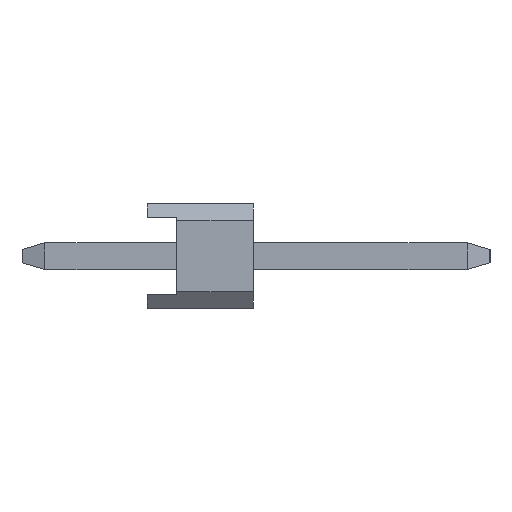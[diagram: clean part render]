
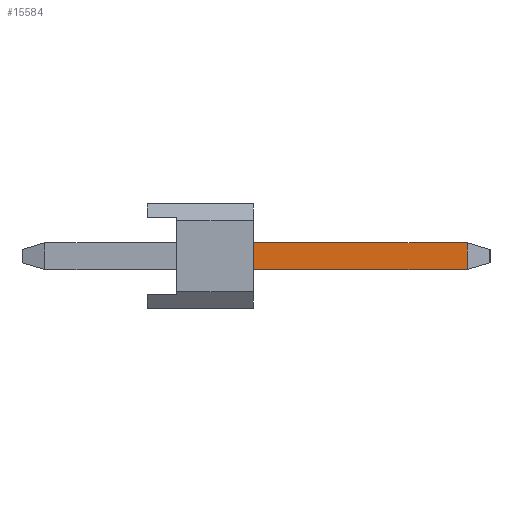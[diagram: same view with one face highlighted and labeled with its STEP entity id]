
A CAD part, left-side view. The second image highlights one B-rep face of the part: STEP entity #15584.
In plain terms, the highlighted planar face has unit normal (-1, 0, 0).
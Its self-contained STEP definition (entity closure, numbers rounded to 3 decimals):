
#6910=EDGE_CURVE('',#11272,#8070,#19299,.T.);
#8070=VERTEX_POINT('',#20587);
#8326=VERTEX_POINT('',#20862);
#9100=VERTEX_POINT('',#21700);
#11272=VERTEX_POINT('',#24081);
#11302=EDGE_CURVE('',#9100,#8326,#24113,.T.);
#13034=EDGE_CURVE('',#8070,#9100,#26035,.T.);
#15072=EDGE_CURVE('',#8326,#11272,#28352,.T.);
#15584=ADVANCED_FACE('',(#28919),#28920,.T.);
#19299=LINE('',#33255,#33256);
#20587=CARTESIAN_POINT('',(-49.85,-7.654,-0.32));
#20862=CARTESIAN_POINT('',(-49.85,-2.54,0.32));
#21700=CARTESIAN_POINT('',(-49.85,-2.54,-0.32));
#24081=CARTESIAN_POINT('',(-49.85,-7.654,0.32));
#24113=LINE('',#40247,#40248);
#26035=LINE('',#43033,#43034);
#28352=LINE('',#46340,#46341);
#28919=FACE_OUTER_BOUND('',#47166,.T.);
#28920=PLANE('',#47167);
#33255=CARTESIAN_POINT('',(-49.85,-7.654,0.5));
#33256=VECTOR('',#52506,1.0);
#40247=CARTESIAN_POINT('',(-49.85,-2.54,0.252));
#40248=VECTOR('',#57067,1.0);
#43033=CARTESIAN_POINT('',(-49.85,2.454,-0.32));
#43034=VECTOR('',#59061,1.0);
#46340=CARTESIAN_POINT('',(-49.85,-2.6,0.32));
#46341=VECTOR('',#62168,1.0);
#47166=EDGE_LOOP('',(#62751,#62752,#62753,#62754));
#47167=AXIS2_PLACEMENT_3D('',#62755,#62756,#62757);
#52506=DIRECTION('',(0.0,0.,-1.0));
#57067=DIRECTION('',(0.,0.,1.0));
#59061=DIRECTION('',(0.,1.0,0.));
#62168=DIRECTION('',(0.,-1.0,0.));
#62751=ORIENTED_EDGE('',*,*,#11302,.F.);
#62752=ORIENTED_EDGE('',*,*,#13034,.F.);
#62753=ORIENTED_EDGE('',*,*,#6910,.F.);
#62754=ORIENTED_EDGE('',*,*,#15072,.F.);
#62755=CARTESIAN_POINT('',(-49.85,2.454,0.5));
#62756=DIRECTION('',(-1.0,0.,0.));
#62757=DIRECTION('',(0.,1.0,0.));
